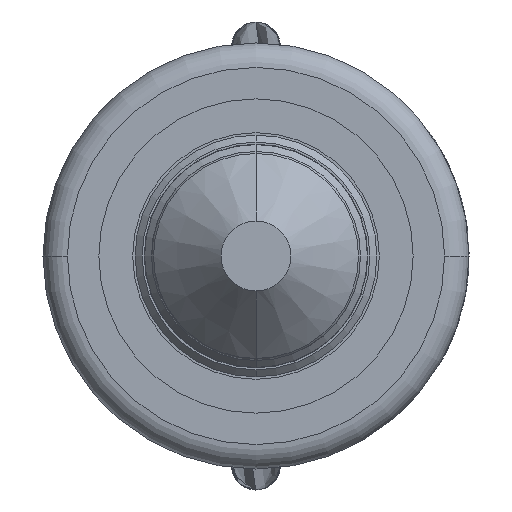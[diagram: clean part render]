
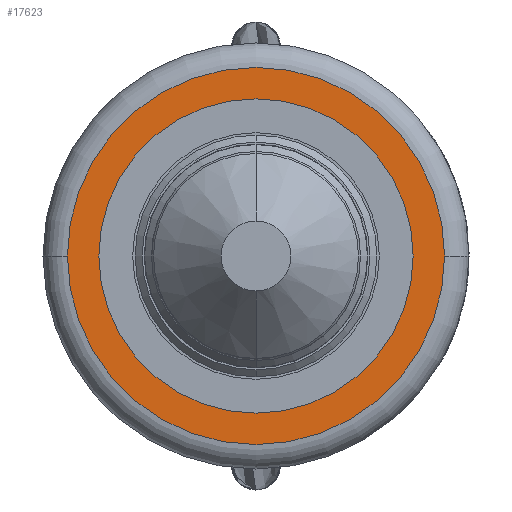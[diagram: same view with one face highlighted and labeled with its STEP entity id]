
A CAD part, left-side view. The second image highlights one B-rep face of the part: STEP entity #17623.
In plain terms, the highlighted face is planar.
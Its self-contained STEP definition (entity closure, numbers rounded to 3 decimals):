
#553 = CARTESIAN_POINT ( 'NONE',  ( 0., 13.9, -2.7 ) ) ;
#603 = CARTESIAN_POINT ( 'NONE',  ( 0., 13.9, 0. ) ) ;
#1027 = CARTESIAN_POINT ( 'NONE',  ( 0., 13.9, 0. ) ) ;
#1543 = ORIENTED_EDGE ( 'NONE', *, *, #27892, .T. ) ;
#3447 = AXIS2_PLACEMENT_3D ( 'NONE', #9392, #33474, #41641 ) ;
#3921 = DIRECTION ( 'NONE',  ( 0., 0., 1. ) ) ;
#9392 = CARTESIAN_POINT ( 'NONE',  ( 0., 13.9, 0. ) ) ;
#11864 = PLANE ( 'NONE',  #49572 ) ;
#15894 = DIRECTION ( 'NONE',  ( 0., 0., 1. ) ) ;
#16925 = DIRECTION ( 'NONE',  ( 0., 1., 0. ) ) ;
#17623 = ADVANCED_FACE ( 'NONE', ( #23382 ), #11864, .T. ) ;
#18258 = CIRCLE ( 'NONE', #43619, 2.7 ) ;
#18332 = CARTESIAN_POINT ( 'NONE',  ( 0., 13.9, 2.7 ) ) ;
#22481 = VERTEX_POINT ( 'NONE', #18332 ) ;
#23382 = FACE_OUTER_BOUND ( 'NONE', #32734, .T. ) ;
#26217 = EDGE_CURVE ( 'NONE', #22481, #38240, #30445, .T. ) ;
#27892 = EDGE_CURVE ( 'NONE', #38240, #22481, #18258, .T. ) ;
#30445 = CIRCLE ( 'NONE', #3447, 2.7 ) ;
#32734 = EDGE_LOOP ( 'NONE', ( #34686, #1543 ) ) ;
#33474 = DIRECTION ( 'NONE',  ( 0., 1., 0. ) ) ;
#34686 = ORIENTED_EDGE ( 'NONE', *, *, #26217, .T. ) ;
#38240 = VERTEX_POINT ( 'NONE', #553 ) ;
#39009 = DIRECTION ( 'NONE',  ( 0., 1., 0. ) ) ;
#41641 = DIRECTION ( 'NONE',  ( 0., 0., 1. ) ) ;
#43619 = AXIS2_PLACEMENT_3D ( 'NONE', #1027, #16925, #15894 ) ;
#49572 = AXIS2_PLACEMENT_3D ( 'NONE', #603, #39009, #3921 ) ;
